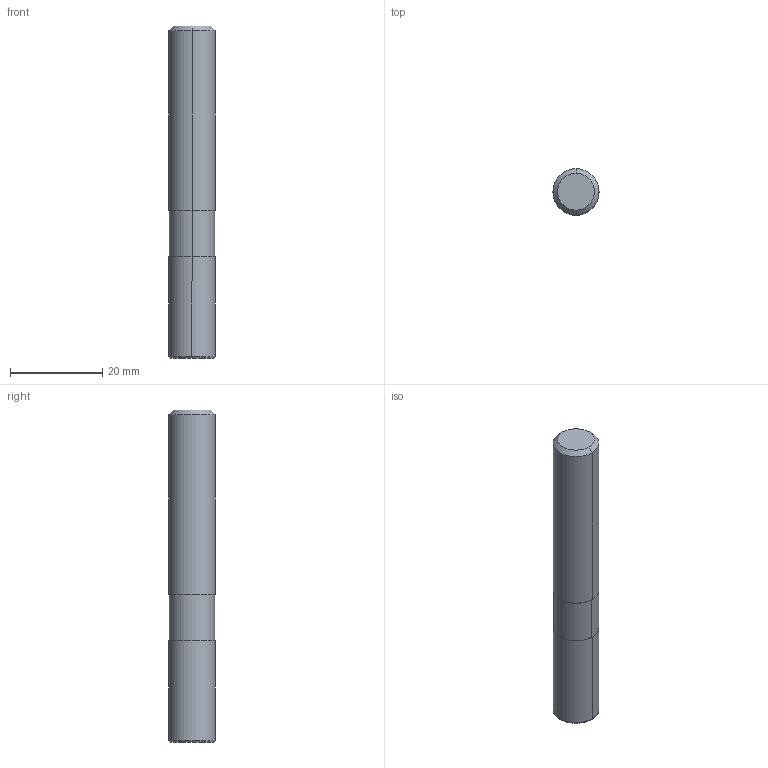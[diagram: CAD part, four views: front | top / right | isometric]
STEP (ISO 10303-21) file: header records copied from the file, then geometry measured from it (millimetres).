
FILE_DESCRIPTION((''),'2;1');
FILE_NAME('607494988-000-00-E43','2020-12-03T12:04:18',('SteckerB'),(''),'CREO PARAMETRIC BY PTC INC, 2019030','CREO PARAMETRIC BY PTC INC, 2019030','');
FILE_SCHEMA(('AP242_MANAGED_MODEL_BASED_3D_ENGINEERING_MIM_LF { 1 0 10303 442 1 1 4 }'));
Length unit declared in the file: millimetre
Products named in the file (1): 607494988-000-00-E43
Bounding box: 10 x 10 x 72 mm (x, y, z)
Volume: 5608.5 mm3; surface area: 2395 mm2
Topology: 1 solids, 1 shells, 14 faces, 458 edges, 859 vertices
Faces by surface type: cylinder 6, plane 4, torus 2, cone 2
Entity records: 3126 total; most frequent: CARTESIAN_POINT 1531, B_SPLINE_CURVE_WITH_KNOTS 315, DIRECTION 238, TRIMMED_CURVE 117, VECTOR 84, LINE 84, AXIS2_PLACEMENT_3D 77, PRESENTATION_STYLE_ASSIGNMENT 61
